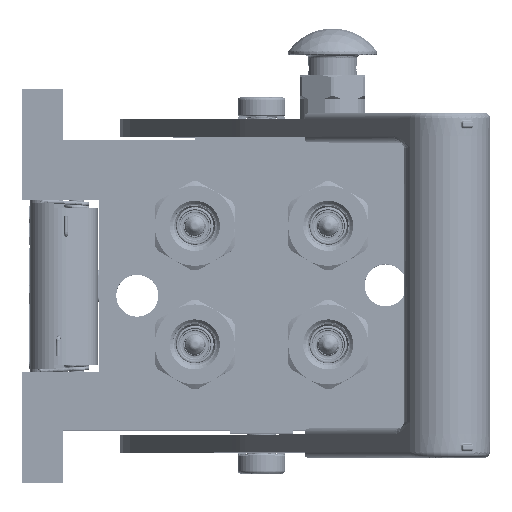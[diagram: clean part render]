
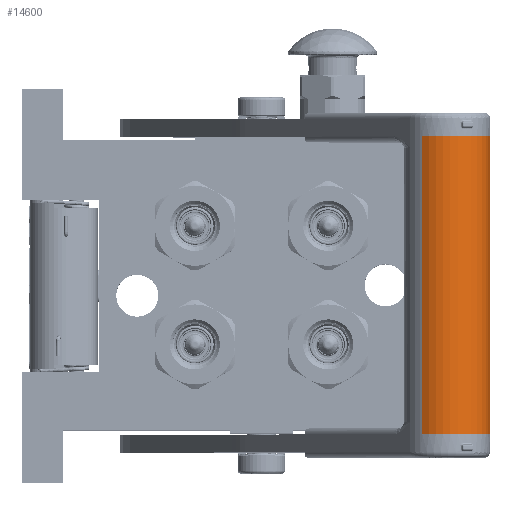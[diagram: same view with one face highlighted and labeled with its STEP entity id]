
A CAD part, top view. The second image highlights one B-rep face of the part: STEP entity #14600.
In plain terms, the highlighted cylindrical face has radius 14.5 mm (diameter 29 mm), a partial arc.
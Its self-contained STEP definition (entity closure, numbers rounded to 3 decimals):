
#1701 = EDGE_CURVE ( 'NONE', #24536, #58016, #56592, .T. ) ;
#2591 = CARTESIAN_POINT ( 'NONE',  ( -50., 0., 14.5 ) ) ;
#3092 = CARTESIAN_POINT ( 'NONE',  ( -50., 0., 14.5 ) ) ;
#3283 = CARTESIAN_POINT ( 'NONE',  ( -46., 0., 0. ) ) ;
#3378 = CARTESIAN_POINT ( 'NONE',  ( -50., -7.576, -12.363 ) ) ;
#4137 = AXIS2_PLACEMENT_3D ( 'NONE', #75929, #93847, #123736 ) ;
#7052 = ORIENTED_EDGE ( 'NONE', *, *, #21221, .T. ) ;
#12505 = EDGE_LOOP ( 'NONE', ( #43461, #109566, #54841, #7052, #55043, #52751, #44755, #53673, #42316 ) ) ;
#14246 = CARTESIAN_POINT ( 'NONE',  ( 46.5, -7.576, -12.363 ) ) ;
#14600 = ADVANCED_FACE ( 'NONE', ( #112342 ), #29806, .T. ) ;
#14794 = CARTESIAN_POINT ( 'NONE',  ( 50.5, 0., 0. ) ) ;
#21221 = EDGE_CURVE ( 'NONE', #64460, #99821, #49455, .T. ) ;
#24536 = VERTEX_POINT ( 'NONE', #3092 ) ;
#27638 = EDGE_CURVE ( 'NONE', #104899, #64460, #48475, .T. ) ;
#27991 = CARTESIAN_POINT ( 'NONE',  ( 46.5, -7.576, -12.363 ) ) ;
#28094 = CIRCLE ( 'NONE', #28157, 14.5 ) ;
#28157 = AXIS2_PLACEMENT_3D ( 'NONE', #14794, #104055, #93224 ) ;
#28357 = DIRECTION ( 'NONE',  ( -1., 0., 0. ) ) ;
#28363 = CIRCLE ( 'NONE', #106764, 14.5 ) ;
#29806 = CYLINDRICAL_SURFACE ( 'NONE', #85351, 14.5 ) ;
#37318 = AXIS2_PLACEMENT_3D ( 'NONE', #62926, #121599, #112491 ) ;
#38516 = DIRECTION ( 'NONE',  ( 1., 0., 0. ) ) ;
#40557 = VECTOR ( 'NONE', #38516, 1000. ) ;
#42316 = ORIENTED_EDGE ( 'NONE', *, *, #117824, .T. ) ;
#42886 = DIRECTION ( 'NONE',  ( 1., 0., 0. ) ) ;
#43461 = ORIENTED_EDGE ( 'NONE', *, *, #99872, .T. ) ;
#44755 = ORIENTED_EDGE ( 'NONE', *, *, #103673, .T. ) ;
#47064 = VECTOR ( 'NONE', #61266, 1000. ) ;
#47314 = EDGE_CURVE ( 'NONE', #99821, #58016, #28094, .T. ) ;
#47879 = EDGE_CURVE ( 'NONE', #98235, #104899, #63857, .T. ) ;
#48373 = CARTESIAN_POINT ( 'NONE',  ( -50., 0., 0. ) ) ;
#48475 = CIRCLE ( 'NONE', #4137, 14.5 ) ;
#49455 = LINE ( 'NONE', #14246, #127305 ) ;
#52751 = ORIENTED_EDGE ( 'NONE', *, *, #1701, .F. ) ;
#53673 = ORIENTED_EDGE ( 'NONE', *, *, #80611, .T. ) ;
#54841 = ORIENTED_EDGE ( 'NONE', *, *, #27638, .T. ) ;
#55043 = ORIENTED_EDGE ( 'NONE', *, *, #47314, .T. ) ;
#56592 = LINE ( 'NONE', #2591, #73725 ) ;
#57612 = VERTEX_POINT ( 'NONE', #107709 ) ;
#58016 = VERTEX_POINT ( 'NONE', #64113 ) ;
#58737 = CARTESIAN_POINT ( 'NONE',  ( 46.5, 0., -14.5 ) ) ;
#61266 = DIRECTION ( 'NONE',  ( 1., 0., 0. ) ) ;
#62926 = CARTESIAN_POINT ( 'NONE',  ( -50., 0., 0. ) ) ;
#63857 = CIRCLE ( 'NONE', #64035, 14.5 ) ;
#64035 = AXIS2_PLACEMENT_3D ( 'NONE', #86778, #96318, #106331 ) ;
#64113 = CARTESIAN_POINT ( 'NONE',  ( 50.5, 0., 14.5 ) ) ;
#64460 = VERTEX_POINT ( 'NONE', #27991 ) ;
#67062 = LINE ( 'NONE', #69476, #40557 ) ;
#69476 = CARTESIAN_POINT ( 'NONE',  ( -46., 0., -14.5 ) ) ;
#70840 = VERTEX_POINT ( 'NONE', #89944 ) ;
#73083 = DIRECTION ( 'NONE',  ( 1., 0., 0. ) ) ;
#73725 = VECTOR ( 'NONE', #120933, 1000. ) ;
#75929 = CARTESIAN_POINT ( 'NONE',  ( 46.5, 0., 0. ) ) ;
#80611 = EDGE_CURVE ( 'NONE', #90526, #57612, #84471, .T. ) ;
#80848 = CARTESIAN_POINT ( 'NONE',  ( -50., -7.576, -12.363 ) ) ;
#84471 = LINE ( 'NONE', #80848, #47064 ) ;
#85351 = AXIS2_PLACEMENT_3D ( 'NONE', #48373, #28357, #117530 ) ;
#86778 = CARTESIAN_POINT ( 'NONE',  ( 46.5, 0., 0. ) ) ;
#89944 = CARTESIAN_POINT ( 'NONE',  ( -46., 0., -14.5 ) ) ;
#90526 = VERTEX_POINT ( 'NONE', #3378 ) ;
#93224 = DIRECTION ( 'NONE',  ( 0., -0.522, -0.853 ) ) ;
#93434 = DIRECTION ( 'NONE',  ( 0., -0.522, -0.853 ) ) ;
#93847 = DIRECTION ( 'NONE',  ( -1., 0., 0. ) ) ;
#96318 = DIRECTION ( 'NONE',  ( -1., 0., 0. ) ) ;
#97753 = CARTESIAN_POINT ( 'NONE',  ( 50.5, -7.576, -12.363 ) ) ;
#98235 = VERTEX_POINT ( 'NONE', #58737 ) ;
#99821 = VERTEX_POINT ( 'NONE', #97753 ) ;
#99872 = EDGE_CURVE ( 'NONE', #70840, #98235, #67062, .T. ) ;
#103673 = EDGE_CURVE ( 'NONE', #24536, #90526, #116209, .T. ) ;
#104055 = DIRECTION ( 'NONE',  ( -1., 0., 0. ) ) ;
#104899 = VERTEX_POINT ( 'NONE', #117078 ) ;
#106331 = DIRECTION ( 'NONE',  ( 0., 0., -1. ) ) ;
#106764 = AXIS2_PLACEMENT_3D ( 'NONE', #3283, #42886, #93434 ) ;
#107709 = CARTESIAN_POINT ( 'NONE',  ( -46., -7.576, -12.363 ) ) ;
#109566 = ORIENTED_EDGE ( 'NONE', *, *, #47879, .T. ) ;
#112342 = FACE_OUTER_BOUND ( 'NONE', #12505, .T. ) ;
#112491 = DIRECTION ( 'NONE',  ( 0., 0., 1. ) ) ;
#116209 = CIRCLE ( 'NONE', #37318, 14.5 ) ;
#117078 = CARTESIAN_POINT ( 'NONE',  ( 46.5, -7.111, -12.636 ) ) ;
#117530 = DIRECTION ( 'NONE',  ( 0., 0., -1. ) ) ;
#117824 = EDGE_CURVE ( 'NONE', #57612, #70840, #28363, .T. ) ;
#120933 = DIRECTION ( 'NONE',  ( 1., 0., 0. ) ) ;
#121599 = DIRECTION ( 'NONE',  ( 1., 0., 0. ) ) ;
#123736 = DIRECTION ( 'NONE',  ( 0., 0., -1. ) ) ;
#127305 = VECTOR ( 'NONE', #73083, 1000. ) ;
